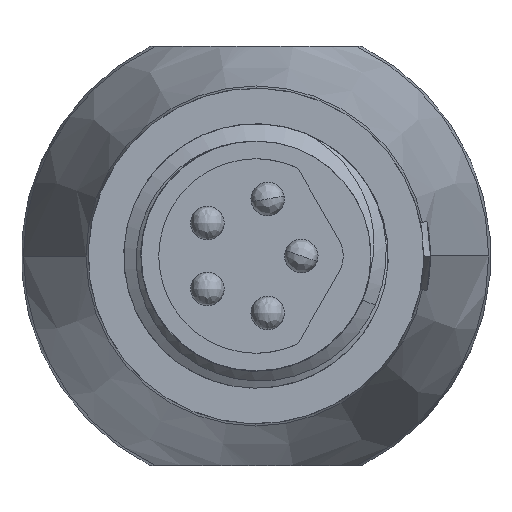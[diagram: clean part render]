
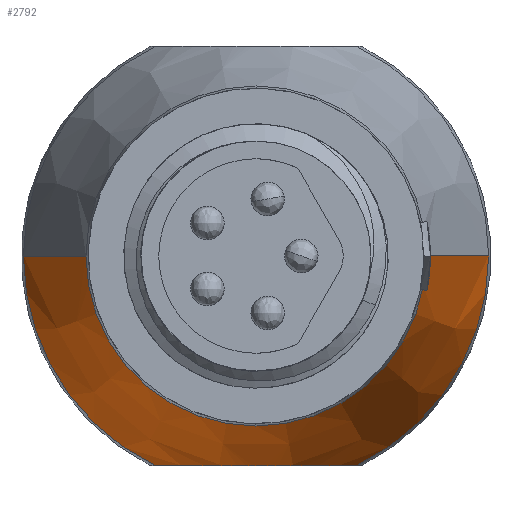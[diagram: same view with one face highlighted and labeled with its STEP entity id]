
A CAD part, left-side view. The second image highlights one B-rep face of the part: STEP entity #2792.
In plain terms, the highlighted conical face has half-angle 14.931 degrees and reference radius 6.933 mm.
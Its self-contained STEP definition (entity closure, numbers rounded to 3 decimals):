
#168 = EDGE_CURVE ( 'NONE', #2137, #3494, #11942, .T. ) ;
#252 = ORIENTED_EDGE ( 'NONE', *, *, #11954, .T. ) ;
#255 = CARTESIAN_POINT ( 'NONE',  ( 14.477, -2.108, -6.25 ) ) ;
#320 = CIRCLE ( 'NONE', #9964, 5.068 ) ;
#340 = AXIS2_PLACEMENT_3D ( 'NONE', #4255, #11107, #5262 ) ;
#402 = VECTOR ( 'NONE', #7674, 1000. ) ;
#598 = VERTEX_POINT ( 'NONE', #1628 ) ;
#711 = EDGE_CURVE ( 'NONE', #2137, #598, #9884, .T. ) ;
#862 = CARTESIAN_POINT ( 'NONE',  ( 12.12, 0.056, -6.25 ) ) ;
#1264 = VERTEX_POINT ( 'NONE', #1529 ) ;
#1294 = CONICAL_SURFACE ( 'NONE', #9934, 6.932, 0.261 ) ;
#1529 = CARTESIAN_POINT ( 'NONE',  ( 14.477, 3.891, -6.25 ) ) ;
#1628 = CARTESIAN_POINT ( 'NONE',  ( 14.477, -6.041, 0. ) ) ;
#1672 = VECTOR ( 'NONE', #5396, 1000. ) ;
#1802 = CARTESIAN_POINT ( 'NONE',  ( 13.353, 3.12, -6.25 ) ) ;
#1806 = EDGE_CURVE ( 'NONE', #1264, #11793, #10186, .T. ) ;
#1850 = CARTESIAN_POINT ( 'NONE',  ( 12.606, -0.65, -6.25 ) ) ;
#2137 = VERTEX_POINT ( 'NONE', #6528 ) ;
#2718 = CARTESIAN_POINT ( 'NONE',  ( 14.477, 3.891, -6.25 ) ) ;
#2767 = CARTESIAN_POINT ( 'NONE',  ( 12.6, 2.427, -6.25 ) ) ;
#2792 = ADVANCED_FACE ( 'NONE', ( #4179 ), #1294, .T. ) ;
#2820 = CARTESIAN_POINT ( 'NONE',  ( 13.355, -1.338, -6.25 ) ) ;
#3366 = DIRECTION ( 'NONE',  ( 1., 0., 0. ) ) ;
#3386 = ORIENTED_EDGE ( 'NONE', *, *, #5287, .T. ) ;
#3494 = VERTEX_POINT ( 'NONE', #3927 ) ;
#3543 = DIRECTION ( 'NONE',  ( -1., 0., 0. ) ) ;
#3618 = EDGE_CURVE ( 'NONE', #4171, #1264, #4023, .T. ) ;
#3759 = CARTESIAN_POINT ( 'NONE',  ( 12.115, 1.716, -6.25 ) ) ;
#3799 = CARTESIAN_POINT ( 'NONE',  ( 14.187, -1.929, -6.25 ) ) ;
#3927 = CARTESIAN_POINT ( 'NONE',  ( 7.484, 0.892, -5.068 ) ) ;
#4023 = CIRCLE ( 'NONE', #12366, 6.932 ) ;
#4075 = EDGE_CURVE ( 'NONE', #11793, #598, #7872, .T. ) ;
#4171 = VERTEX_POINT ( 'NONE', #10499 ) ;
#4179 = FACE_OUTER_BOUND ( 'NONE', #8644, .T. ) ;
#4255 = CARTESIAN_POINT ( 'NONE',  ( 7.484, 0.892, 0. ) ) ;
#4566 = ORIENTED_EDGE ( 'NONE', *, *, #168, .T. ) ;
#4697 = CARTESIAN_POINT ( 'NONE',  ( 14.186, 3.712, -6.25 ) ) ;
#4751 = CARTESIAN_POINT ( 'NONE',  ( 11.945, 1.231, -6.25 ) ) ;
#5150 = DIRECTION ( 'NONE',  ( -1., 0., 0. ) ) ;
#5262 = DIRECTION ( 'NONE',  ( 0., 0., 1. ) ) ;
#5287 = EDGE_CURVE ( 'NONE', #3494, #8157, #320, .T. ) ;
#5396 = DIRECTION ( 'NONE',  ( 0.966, 0.258, 0. ) ) ;
#5739 = CARTESIAN_POINT ( 'NONE',  ( 11.919, 0.71, -6.25 ) ) ;
#6328 = DIRECTION ( 'NONE',  ( 0., -1., 0. ) ) ;
#6359 = CARTESIAN_POINT ( 'NONE',  ( 7.484, 5.959, 0. ) ) ;
#6528 = CARTESIAN_POINT ( 'NONE',  ( 7.484, -4.176, 0. ) ) ;
#6730 = CARTESIAN_POINT ( 'NONE',  ( 12.048, 0.214, -6.25 ) ) ;
#7673 = CARTESIAN_POINT ( 'NONE',  ( 13.901, 3.523, -6.25 ) ) ;
#7674 = DIRECTION ( 'NONE',  ( 0.966, -0.258, 0. ) ) ;
#7727 = CARTESIAN_POINT ( 'NONE',  ( 12.378, -0.386, -6.25 ) ) ;
#7872 = CIRCLE ( 'NONE', #11902, 6.932 ) ;
#7998 = ORIENTED_EDGE ( 'NONE', *, *, #1806, .T. ) ;
#8157 = VERTEX_POINT ( 'NONE', #6359 ) ;
#8626 = CARTESIAN_POINT ( 'NONE',  ( 13.09, 2.905, -6.25 ) ) ;
#8627 = CARTESIAN_POINT ( 'NONE',  ( 14.477, -6.041, 0. ) ) ;
#8644 = EDGE_LOOP ( 'NONE', ( #4566, #3386, #252, #12206, #7998, #9871, #11388 ) ) ;
#8662 = CARTESIAN_POINT ( 'NONE',  ( 13.092, -1.124, -6.25 ) ) ;
#9185 = CARTESIAN_POINT ( 'NONE',  ( 14.477, 0.892, 0. ) ) ;
#9199 = CARTESIAN_POINT ( 'NONE',  ( 7.484, 0.892, 0. ) ) ;
#9219 = DIRECTION ( 'NONE',  ( 1., 0., 0. ) ) ;
#9373 = CARTESIAN_POINT ( 'NONE',  ( 14.477, 0.892, 0. ) ) ;
#9586 = CARTESIAN_POINT ( 'NONE',  ( 12.373, 2.164, -6.25 ) ) ;
#9634 = CARTESIAN_POINT ( 'NONE',  ( 13.902, -1.74, -6.25 ) ) ;
#9871 = ORIENTED_EDGE ( 'NONE', *, *, #4075, .T. ) ;
#9884 = LINE ( 'NONE', #8627, #402 ) ;
#9934 = AXIS2_PLACEMENT_3D ( 'NONE', #9185, #9219, #6328 ) ;
#9964 = AXIS2_PLACEMENT_3D ( 'NONE', #9199, #3366, #10180 ) ;
#10180 = DIRECTION ( 'NONE',  ( 0., 0., 1. ) ) ;
#10186 = B_SPLINE_CURVE_WITH_KNOTS ( 'NONE', 3,
 ( #2718, #4697, #7673, #1802, #8626, #2767, #9586, #3759, #10593, #4751, #11616, #5739, #12612, #6730, #862, #7727, #1850, #8662, #2820, #9634, #3799, #10637 ),
 .UNSPECIFIED., .F., .F.,
 ( 4, 2, 2, 2, 2, 2, 2, 2, 2, 2, 4 ),
 ( 0., 0.001, 0.002, 0.003, 0.004, 0.004, 0.005, 0.005, 0.006, 0.007, 0.008 ),
 .UNSPECIFIED. ) ;
#10233 = CARTESIAN_POINT ( 'NONE',  ( 14.477, 7.824, 0. ) ) ;
#10363 = DIRECTION ( 'NONE',  ( 0., 0., 1. ) ) ;
#10499 = CARTESIAN_POINT ( 'NONE',  ( 14.477, 7.824, 0. ) ) ;
#10593 = CARTESIAN_POINT ( 'NONE',  ( 12.043, 1.558, -6.25 ) ) ;
#10637 = CARTESIAN_POINT ( 'NONE',  ( 14.477, -2.108, -6.25 ) ) ;
#11006 = CARTESIAN_POINT ( 'NONE',  ( 14.477, 0.892, 0. ) ) ;
#11107 = DIRECTION ( 'NONE',  ( 1., 0., 0. ) ) ;
#11388 = ORIENTED_EDGE ( 'NONE', *, *, #711, .F. ) ;
#11616 = CARTESIAN_POINT ( 'NONE',  ( 11.917, 1.057, -6.25 ) ) ;
#11793 = VERTEX_POINT ( 'NONE', #255 ) ;
#11902 = AXIS2_PLACEMENT_3D ( 'NONE', #9373, #3543, #10363 ) ;
#11942 = CIRCLE ( 'NONE', #340, 5.068 ) ;
#11954 = EDGE_CURVE ( 'NONE', #8157, #4171, #12095, .T. ) ;
#12033 = DIRECTION ( 'NONE',  ( 0., 0., 1. ) ) ;
#12095 = LINE ( 'NONE', #10233, #1672 ) ;
#12206 = ORIENTED_EDGE ( 'NONE', *, *, #3618, .T. ) ;
#12366 = AXIS2_PLACEMENT_3D ( 'NONE', #11006, #5150, #12033 ) ;
#12612 = CARTESIAN_POINT ( 'NONE',  ( 11.947, 0.542, -6.25 ) ) ;
